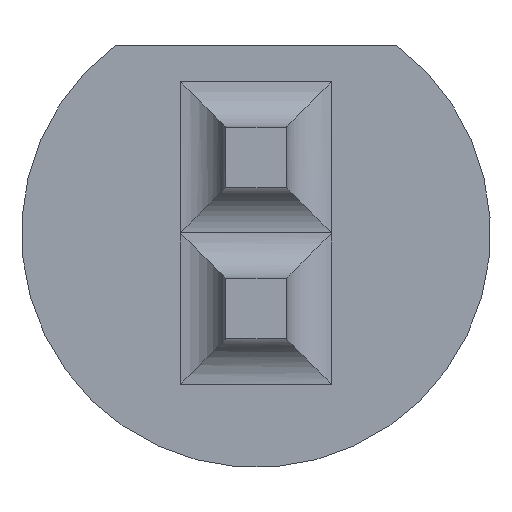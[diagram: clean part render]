
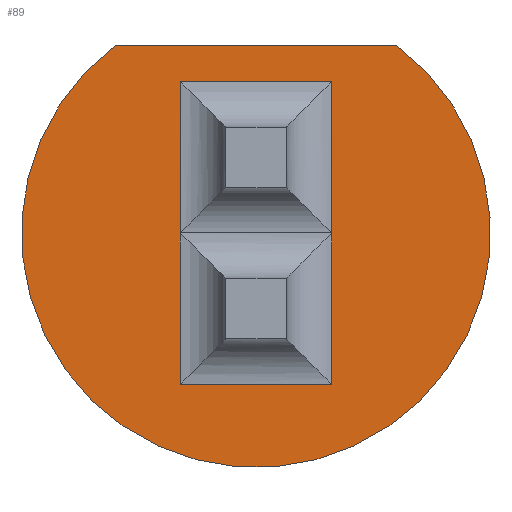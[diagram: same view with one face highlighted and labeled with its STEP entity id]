
A CAD part, front view. The second image highlights one B-rep face of the part: STEP entity #89.
In plain terms, the highlighted planar face has unit normal (0, -1, 0).
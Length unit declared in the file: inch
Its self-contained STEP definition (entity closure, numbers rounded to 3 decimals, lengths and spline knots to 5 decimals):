
#20 = VERTEX_POINT ( 'NONE', #964 ) ;
#21 = VERTEX_POINT ( 'NONE', #1127 ) ;
#29 = VERTEX_POINT ( 'NONE', #870 ) ;
#35 = EDGE_CURVE ( 'NONE', #227, #21, #267, .T. ) ;
#74 = VECTOR ( 'NONE', #456, 39.37008 ) ;
#89 = ADVANCED_FACE ( 'NONE', ( #678, #890 ), #1131, .F. ) ;
#92 = VERTEX_POINT ( 'NONE', #516 ) ;
#112 = VERTEX_POINT ( 'NONE', #618 ) ;
#174 = ORIENTED_EDGE ( 'NONE', *, *, #35, .T. ) ;
#227 = VERTEX_POINT ( 'NONE', #957 ) ;
#243 = EDGE_CURVE ( 'NONE', #92, #29, #762, .T. ) ;
#264 = CARTESIAN_POINT ( 'NONE',  ( 0.025, -0.035, -0.035 ) ) ;
#267 = LINE ( 'NONE', #1019, #515 ) ;
#274 = DIRECTION ( 'NONE',  ( 0., 1., 0. ) ) ;
#322 = DIRECTION ( 'NONE',  ( 0., 0., 1. ) ) ;
#341 = VECTOR ( 'NONE', #1089, 39.37008 ) ;
#366 = CARTESIAN_POINT ( 'NONE',  ( 0.025, -0.035, -0.05 ) ) ;
#371 = LINE ( 'NONE', #385, #341 ) ;
#385 = CARTESIAN_POINT ( 'NONE',  ( -0.0465, -0.035, 0.062 ) ) ;
#396 = ORIENTED_EDGE ( 'NONE', *, *, #431, .T. ) ;
#397 = CARTESIAN_POINT ( 'NONE',  ( 0.025, -0.035, 0. ) ) ;
#402 = LINE ( 'NONE', #934, #1058 ) ;
#414 = ORIENTED_EDGE ( 'NONE', *, *, #846, .F. ) ;
#428 = CARTESIAN_POINT ( 'NONE',  ( 0.01, -0.035, 0.05 ) ) ;
#430 = CARTESIAN_POINT ( 'NONE',  ( 0., -0.035, 0. ) ) ;
#431 = EDGE_CURVE ( 'NONE', #943, #810, #830, .T. ) ;
#456 = DIRECTION ( 'NONE',  ( 0., 0., -1. ) ) ;
#491 = DIRECTION ( 'NONE',  ( -1., 0., 0. ) ) ;
#497 = DIRECTION ( 'NONE',  ( 0., 0., -1. ) ) ;
#500 = ORIENTED_EDGE ( 'NONE', *, *, #742, .T. ) ;
#515 = VECTOR ( 'NONE', #322, 39.37008 ) ;
#516 = CARTESIAN_POINT ( 'NONE',  ( -0.025, -0.035, 0.05 ) ) ;
#519 = ORIENTED_EDGE ( 'NONE', *, *, #965, .T. ) ;
#521 = VECTOR ( 'NONE', #793, 39.37008 ) ;
#523 = DIRECTION ( 'NONE',  ( 0., 0., 1. ) ) ;
#556 = EDGE_CURVE ( 'NONE', #112, #20, #371, .T. ) ;
#577 = EDGE_LOOP ( 'NONE', ( #414, #823 ) ) ;
#581 = AXIS2_PLACEMENT_3D ( 'NONE', #1078, #274, #910 ) ;
#618 = CARTESIAN_POINT ( 'NONE',  ( -0.0465, -0.035, 0.062 ) ) ;
#624 = EDGE_CURVE ( 'NONE', #29, #943, #805, .T. ) ;
#641 = CARTESIAN_POINT ( 'NONE',  ( -0.025, -0.035, 0. ) ) ;
#655 = VECTOR ( 'NONE', #735, 39.37008 ) ;
#674 = ORIENTED_EDGE ( 'NONE', *, *, #243, .T. ) ;
#678 = FACE_BOUND ( 'NONE', #923, .T. ) ;
#683 = LINE ( 'NONE', #641, #655 ) ;
#735 = DIRECTION ( 'NONE',  ( 0., 0., 1. ) ) ;
#742 = EDGE_CURVE ( 'NONE', #21, #92, #683, .T. ) ;
#762 = LINE ( 'NONE', #428, #521 ) ;
#793 = DIRECTION ( 'NONE',  ( 1., 0., 0. ) ) ;
#805 = LINE ( 'NONE', #1012, #74 ) ;
#810 = VERTEX_POINT ( 'NONE', #366 ) ;
#823 = ORIENTED_EDGE ( 'NONE', *, *, #556, .F. ) ;
#830 = LINE ( 'NONE', #264, #1017 ) ;
#846 = EDGE_CURVE ( 'NONE', #20, #112, #1095, .T. ) ;
#870 = CARTESIAN_POINT ( 'NONE',  ( 0.025, -0.035, 0.05 ) ) ;
#890 = FACE_OUTER_BOUND ( 'NONE', #577, .T. ) ;
#899 = AXIS2_PLACEMENT_3D ( 'NONE', #430, #1047, #523 ) ;
#910 = DIRECTION ( 'NONE',  ( 0., 0., 1. ) ) ;
#923 = EDGE_LOOP ( 'NONE', ( #674, #984, #396, #519, #174, #500 ) ) ;
#934 = CARTESIAN_POINT ( 'NONE',  ( -0.01, -0.035, -0.05 ) ) ;
#943 = VERTEX_POINT ( 'NONE', #397 ) ;
#957 = CARTESIAN_POINT ( 'NONE',  ( -0.025, -0.035, -0.05 ) ) ;
#964 = CARTESIAN_POINT ( 'NONE',  ( 0.0465, -0.035, 0.062 ) ) ;
#965 = EDGE_CURVE ( 'NONE', #810, #227, #402, .T. ) ;
#984 = ORIENTED_EDGE ( 'NONE', *, *, #624, .T. ) ;
#1012 = CARTESIAN_POINT ( 'NONE',  ( 0.025, -0.035, 0.015 ) ) ;
#1017 = VECTOR ( 'NONE', #497, 39.37008 ) ;
#1019 = CARTESIAN_POINT ( 'NONE',  ( -0.025, -0.035, 0. ) ) ;
#1047 = DIRECTION ( 'NONE',  ( 0., 1., 0. ) ) ;
#1058 = VECTOR ( 'NONE', #491, 39.37008 ) ;
#1078 = CARTESIAN_POINT ( 'NONE',  ( 0., -0.035, 0. ) ) ;
#1089 = DIRECTION ( 'NONE',  ( 1., 0., 0. ) ) ;
#1095 = CIRCLE ( 'NONE', #581, 0.0775 ) ;
#1127 = CARTESIAN_POINT ( 'NONE',  ( -0.025, -0.035, 0. ) ) ;
#1131 = PLANE ( 'NONE',  #899 ) ;
